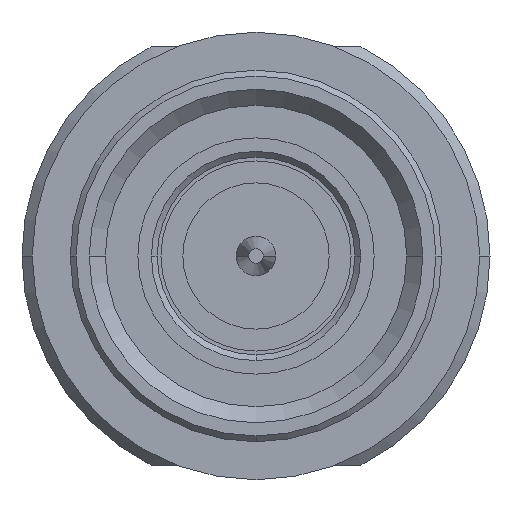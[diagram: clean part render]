
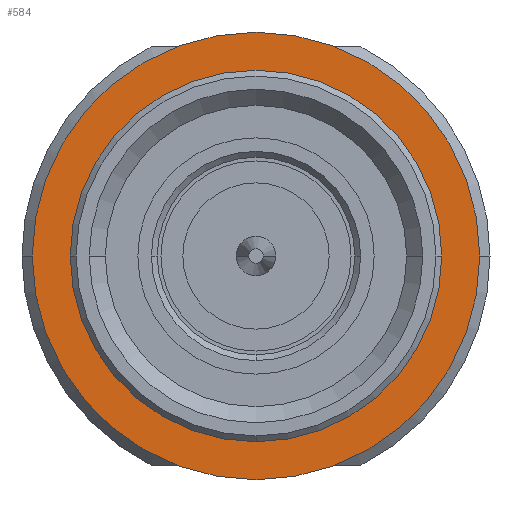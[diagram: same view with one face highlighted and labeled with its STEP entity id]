
A CAD part, left-side view. The second image highlights one B-rep face of the part: STEP entity #584.
In plain terms, the highlighted planar face has unit normal (-1, 0, 0).
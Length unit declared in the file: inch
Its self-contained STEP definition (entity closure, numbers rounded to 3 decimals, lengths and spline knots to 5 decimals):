
#13 = CARTESIAN_POINT ( 'NONE',  ( 0.05906, -0.30118, 0. ) ) ;
#16 = DIRECTION ( 'NONE',  ( -1., 0., 0. ) ) ;
#118 = DIRECTION ( 'NONE',  ( 0., 0., 1. ) ) ;
#457 = CIRCLE ( 'NONE', #3171, 0.30118 ) ;
#480 = EDGE_LOOP ( 'NONE', ( #1215, #4749 ) ) ;
#515 = FACE_BOUND ( 'NONE', #4291, .T. ) ;
#584 = ADVANCED_FACE ( 'NONE', ( #515, #3998 ), #5060, .T. ) ;
#608 = CARTESIAN_POINT ( 'NONE',  ( 0.05906, 0., 0. ) ) ;
#834 = EDGE_CURVE ( 'NONE', #3964, #5689, #6270, .T. ) ;
#1081 = CARTESIAN_POINT ( 'NONE',  ( 0.05906, 0.30118, 0. ) ) ;
#1192 = DIRECTION ( 'NONE',  ( -1., 0., 0. ) ) ;
#1215 = ORIENTED_EDGE ( 'NONE', *, *, #5705, .T. ) ;
#1412 = AXIS2_PLACEMENT_3D ( 'NONE', #5209, #1192, #6098 ) ;
#1644 = AXIS2_PLACEMENT_3D ( 'NONE', #3165, #3973, #5908 ) ;
#1751 = CARTESIAN_POINT ( 'NONE',  ( 0.05906, -0.25, 0. ) ) ;
#2007 = CARTESIAN_POINT ( 'NONE',  ( 0.05906, 0., 0. ) ) ;
#2091 = EDGE_CURVE ( 'NONE', #2791, #4163, #457, .T. ) ;
#2471 = DIRECTION ( 'NONE',  ( 1., 0., 0. ) ) ;
#2791 = VERTEX_POINT ( 'NONE', #1081 ) ;
#3165 = CARTESIAN_POINT ( 'NONE',  ( 0.05906, 0., 0. ) ) ;
#3171 = AXIS2_PLACEMENT_3D ( 'NONE', #4373, #2471, #4952 ) ;
#3494 = DIRECTION ( 'NONE',  ( 1., 0., 0. ) ) ;
#3754 = CARTESIAN_POINT ( 'NONE',  ( 0.05906, 0.25, 0. ) ) ;
#3960 = ORIENTED_EDGE ( 'NONE', *, *, #834, .T. ) ;
#3964 = VERTEX_POINT ( 'NONE', #3754 ) ;
#3973 = DIRECTION ( 'NONE',  ( -1., 0., 0. ) ) ;
#3997 = ORIENTED_EDGE ( 'NONE', *, *, #4370, .F. ) ;
#3998 = FACE_OUTER_BOUND ( 'NONE', #480, .T. ) ;
#4163 = VERTEX_POINT ( 'NONE', #13 ) ;
#4291 = EDGE_LOOP ( 'NONE', ( #3960, #3997 ) ) ;
#4370 = EDGE_CURVE ( 'NONE', #3964, #5689, #5777, .T. ) ;
#4373 = CARTESIAN_POINT ( 'NONE',  ( 0.05906, 0., 0. ) ) ;
#4749 = ORIENTED_EDGE ( 'NONE', *, *, #2091, .F. ) ;
#4952 = DIRECTION ( 'NONE',  ( 0., 1., 0. ) ) ;
#5014 = DIRECTION ( 'NONE',  ( 0., 1., 0. ) ) ;
#5060 = PLANE ( 'NONE',  #5657 ) ;
#5129 = AXIS2_PLACEMENT_3D ( 'NONE', #2007, #3494, #5014 ) ;
#5209 = CARTESIAN_POINT ( 'NONE',  ( 0.05906, 0., 0. ) ) ;
#5657 = AXIS2_PLACEMENT_3D ( 'NONE', #608, #16, #118 ) ;
#5689 = VERTEX_POINT ( 'NONE', #1751 ) ;
#5705 = EDGE_CURVE ( 'NONE', #2791, #4163, #5962, .T. ) ;
#5777 = CIRCLE ( 'NONE', #1644, 0.25 ) ;
#5908 = DIRECTION ( 'NONE',  ( 0., 1., 0. ) ) ;
#5962 = CIRCLE ( 'NONE', #1412, 0.30118 ) ;
#6098 = DIRECTION ( 'NONE',  ( 0., 1., 0. ) ) ;
#6270 = CIRCLE ( 'NONE', #5129, 0.25 ) ;
